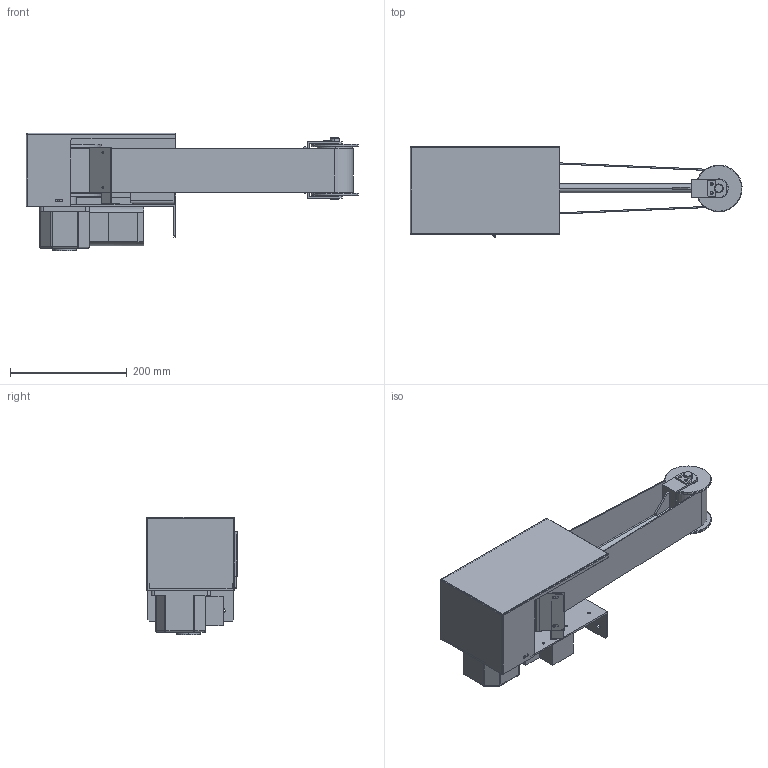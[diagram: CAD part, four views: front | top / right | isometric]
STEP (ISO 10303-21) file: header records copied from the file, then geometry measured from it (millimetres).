
FILE_DESCRIPTION (( 'STEP AP203' ), '1' );
FILE_NAME ('HB-300.STEP', '2016-01-20T07:37:04', ( 'solid works' ), ( 'Hewlett-Packard Company' ), 'SwSTEP 2.0', 'SolidWorks 2015', '' );
FILE_SCHEMA (( 'CONFIG_CONTROL_DESIGN' ));
Length unit declared in the file: millimetre
Products named in the file (14): HB カバー; 板バネ; ベルト300; HB 駆動プーリー; HB-300; エンドプレート; HB ベース; スクレーパー; シャフト 300; キープレート; HB 従動プーリー; ホルダ; ヒンジピン; モーター
Assembly tree (13 placements, depth 2):
  HB-300
    HB ベース
    ホルダ
    モーター
    板バネ
    HB 駆動プーリー
    エンドプレート
    スクレーパー
    シャフト 300
    キープレート
    HB 従動プーリー
    ヒンジピン
    HB カバー
    ベルト300
Bounding box: 569.1 x 155.92 x 201 mm (x, y, z)
Volume: 2078043.1 mm3; surface area: 761352.2 mm2
Topology: 14 solids, 14 shells, 377 faces, 960 edges, 617 vertices
Faces by surface type: cylinder 176, plane 171, cone 20, sphere 10
Entity records: 13317 total; most frequent: CARTESIAN_POINT 2240, DIRECTION 2095, ORIENTED_EDGE 1908, EDGE_CURVE 954, AXIS2_PLACEMENT_3D 764, VERTEX_POINT 617, LINE 567, VECTOR 567
